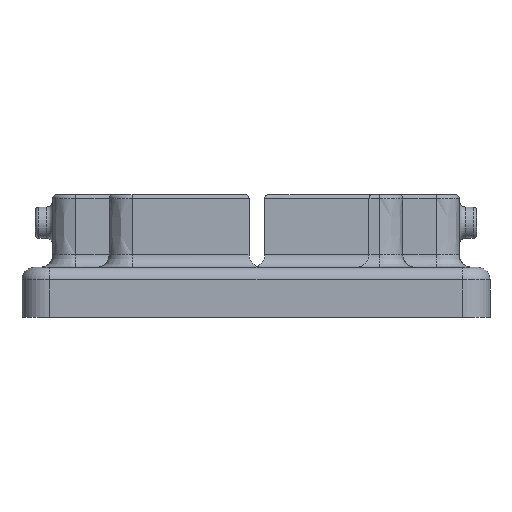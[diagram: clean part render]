
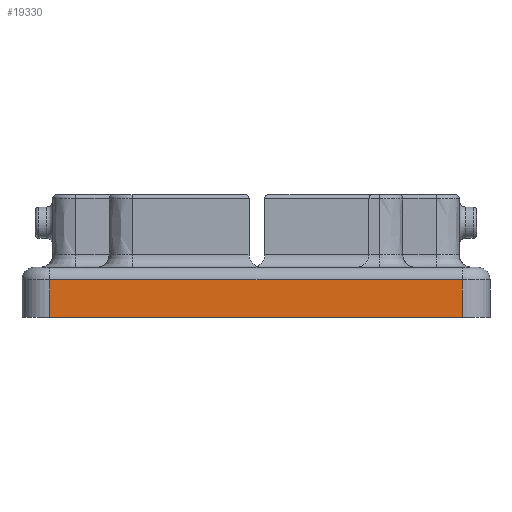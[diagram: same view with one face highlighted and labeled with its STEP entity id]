
A CAD part, left-side view. The second image highlights one B-rep face of the part: STEP entity #19330.
In plain terms, the highlighted planar face has unit normal (-1, 0, 0).
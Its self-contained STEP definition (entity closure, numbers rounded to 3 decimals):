
#2526 = CYLINDRICAL_SURFACE('',#2527,2.);
#2527 = AXIS2_PLACEMENT_3D('',#2528,#2529,#2530);
#2528 = CARTESIAN_POINT('',(-51.302,32.851,-7.));
#2529 = DIRECTION('',(0.,-1.,0.));
#2530 = DIRECTION('',(-1.,-0.,0.));
#10578 = VERTEX_POINT('',#10579);
#10579 = CARTESIAN_POINT('',(-53.302,-32.851,-7.));
#10616 = CYLINDRICAL_SURFACE('',#10617,4.45);
#10617 = AXIS2_PLACEMENT_3D('',#10618,#10619,#10620);
#10618 = CARTESIAN_POINT('',(-48.852,-32.851,-13.));
#10619 = DIRECTION('',(-0.,-0.,-1.));
#10620 = DIRECTION('',(-1.,0.,0.));
#10690 = VERTEX_POINT('',#10691);
#10691 = CARTESIAN_POINT('',(-53.302,32.851,-7.));
#10715 = EDGE_CURVE('',#10690,#10578,#10716,.T.);
#10716 = SURFACE_CURVE('',#10717,(#10721,#10728),.PCURVE_S1.);
#10717 = LINE('',#10718,#10719);
#10718 = CARTESIAN_POINT('',(-53.302,32.851,-7.));
#10719 = VECTOR('',#10720,1.);
#10720 = DIRECTION('',(0.,-1.,0.));
#10721 = PCURVE('',#2526,#10722);
#10722 = DEFINITIONAL_REPRESENTATION('',(#10723),#10727);
#10723 = LINE('',#10724,#10725);
#10724 = CARTESIAN_POINT('',(-0.,0.));
#10725 = VECTOR('',#10726,1.);
#10726 = DIRECTION('',(-0.,1.));
#10727 = ( GEOMETRIC_REPRESENTATION_CONTEXT(2) 
PARAMETRIC_REPRESENTATION_CONTEXT() REPRESENTATION_CONTEXT('2D SPACE',''
  ) );
#10728 = PCURVE('',#10729,#10734);
#10729 = PLANE('',#10730);
#10730 = AXIS2_PLACEMENT_3D('',#10731,#10732,#10733);
#10731 = CARTESIAN_POINT('',(-53.302,32.851,-13.));
#10732 = DIRECTION('',(1.,0.,-0.));
#10733 = DIRECTION('',(0.,-1.,0.));
#10734 = DEFINITIONAL_REPRESENTATION('',(#10735),#10739);
#10735 = LINE('',#10736,#10737);
#10736 = CARTESIAN_POINT('',(0.,-6.));
#10737 = VECTOR('',#10738,1.);
#10738 = DIRECTION('',(1.,0.));
#10739 = ( GEOMETRIC_REPRESENTATION_CONTEXT(2) 
PARAMETRIC_REPRESENTATION_CONTEXT() REPRESENTATION_CONTEXT('2D SPACE',''
  ) );
#10838 = CYLINDRICAL_SURFACE('',#10839,4.45);
#10839 = AXIS2_PLACEMENT_3D('',#10840,#10841,#10842);
#10840 = CARTESIAN_POINT('',(-48.852,32.851,-13.));
#10841 = DIRECTION('',(-0.,0.,-1.));
#10842 = DIRECTION('',(0.,1.,0.));
#11879 = PLANE('',#11880);
#11880 = AXIS2_PLACEMENT_3D('',#11881,#11882,#11883);
#11881 = CARTESIAN_POINT('',(0.,0.,-13.
    ));
#11882 = DIRECTION('',(0.,0.,1.));
#11883 = DIRECTION('',(1.,0.,-0.));
#19234 = EDGE_CURVE('',#19235,#10578,#19237,.T.);
#19235 = VERTEX_POINT('',#19236);
#19236 = CARTESIAN_POINT('',(-53.302,-32.851,-13.));
#19237 = SURFACE_CURVE('',#19238,(#19242,#19249),.PCURVE_S1.);
#19238 = LINE('',#19239,#19240);
#19239 = CARTESIAN_POINT('',(-53.302,-32.851,-13.));
#19240 = VECTOR('',#19241,1.);
#19241 = DIRECTION('',(0.,0.,1.));
#19242 = PCURVE('',#10616,#19243);
#19243 = DEFINITIONAL_REPRESENTATION('',(#19244),#19248);
#19244 = LINE('',#19245,#19246);
#19245 = CARTESIAN_POINT('',(-0.,0.));
#19246 = VECTOR('',#19247,1.);
#19247 = DIRECTION('',(-0.,-1.));
#19248 = ( GEOMETRIC_REPRESENTATION_CONTEXT(2) 
PARAMETRIC_REPRESENTATION_CONTEXT() REPRESENTATION_CONTEXT('2D SPACE',''
  ) );
#19249 = PCURVE('',#10729,#19250);
#19250 = DEFINITIONAL_REPRESENTATION('',(#19251),#19255);
#19251 = LINE('',#19252,#19253);
#19252 = CARTESIAN_POINT('',(65.702,0.));
#19253 = VECTOR('',#19254,1.);
#19254 = DIRECTION('',(0.,-1.));
#19255 = ( GEOMETRIC_REPRESENTATION_CONTEXT(2) 
PARAMETRIC_REPRESENTATION_CONTEXT() REPRESENTATION_CONTEXT('2D SPACE',''
  ) );
#19330 = ADVANCED_FACE('',(#19331),#10729,.F.);
#19331 = FACE_BOUND('',#19332,.F.);
#19332 = EDGE_LOOP('',(#19333,#19356,#19357,#19358));
#19333 = ORIENTED_EDGE('',*,*,#19334,.T.);
#19334 = EDGE_CURVE('',#19335,#10690,#19337,.T.);
#19335 = VERTEX_POINT('',#19336);
#19336 = CARTESIAN_POINT('',(-53.302,32.851,-13.));
#19337 = SURFACE_CURVE('',#19338,(#19342,#19349),.PCURVE_S1.);
#19338 = LINE('',#19339,#19340);
#19339 = CARTESIAN_POINT('',(-53.302,32.851,-13.));
#19340 = VECTOR('',#19341,1.);
#19341 = DIRECTION('',(0.,0.,1.));
#19342 = PCURVE('',#10729,#19343);
#19343 = DEFINITIONAL_REPRESENTATION('',(#19344),#19348);
#19344 = LINE('',#19345,#19346);
#19345 = CARTESIAN_POINT('',(0.,0.));
#19346 = VECTOR('',#19347,1.);
#19347 = DIRECTION('',(0.,-1.));
#19348 = ( GEOMETRIC_REPRESENTATION_CONTEXT(2) 
PARAMETRIC_REPRESENTATION_CONTEXT() REPRESENTATION_CONTEXT('2D SPACE',''
  ) );
#19349 = PCURVE('',#10838,#19350);
#19350 = DEFINITIONAL_REPRESENTATION('',(#19351),#19355);
#19351 = LINE('',#19352,#19353);
#19352 = CARTESIAN_POINT('',(-1.571,0.));
#19353 = VECTOR('',#19354,1.);
#19354 = DIRECTION('',(-0.,-1.));
#19355 = ( GEOMETRIC_REPRESENTATION_CONTEXT(2) 
PARAMETRIC_REPRESENTATION_CONTEXT() REPRESENTATION_CONTEXT('2D SPACE',''
  ) );
#19356 = ORIENTED_EDGE('',*,*,#10715,.T.);
#19357 = ORIENTED_EDGE('',*,*,#19234,.F.);
#19358 = ORIENTED_EDGE('',*,*,#19359,.F.);
#19359 = EDGE_CURVE('',#19335,#19235,#19360,.T.);
#19360 = SURFACE_CURVE('',#19361,(#19365,#19372),.PCURVE_S1.);
#19361 = LINE('',#19362,#19363);
#19362 = CARTESIAN_POINT('',(-53.302,32.851,-13.));
#19363 = VECTOR('',#19364,1.);
#19364 = DIRECTION('',(0.,-1.,0.));
#19365 = PCURVE('',#10729,#19366);
#19366 = DEFINITIONAL_REPRESENTATION('',(#19367),#19371);
#19367 = LINE('',#19368,#19369);
#19368 = CARTESIAN_POINT('',(0.,0.));
#19369 = VECTOR('',#19370,1.);
#19370 = DIRECTION('',(1.,0.));
#19371 = ( GEOMETRIC_REPRESENTATION_CONTEXT(2) 
PARAMETRIC_REPRESENTATION_CONTEXT() REPRESENTATION_CONTEXT('2D SPACE',''
  ) );
#19372 = PCURVE('',#11879,#19373);
#19373 = DEFINITIONAL_REPRESENTATION('',(#19374),#19378);
#19374 = LINE('',#19375,#19376);
#19375 = CARTESIAN_POINT('',(-53.302,32.851));
#19376 = VECTOR('',#19377,1.);
#19377 = DIRECTION('',(0.,-1.));
#19378 = ( GEOMETRIC_REPRESENTATION_CONTEXT(2) 
PARAMETRIC_REPRESENTATION_CONTEXT() REPRESENTATION_CONTEXT('2D SPACE',''
  ) );
